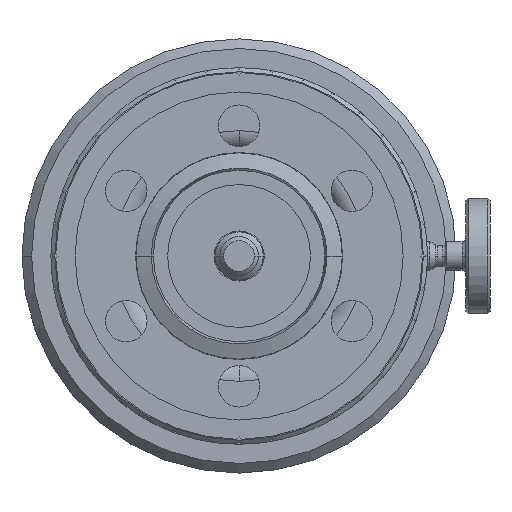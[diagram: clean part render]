
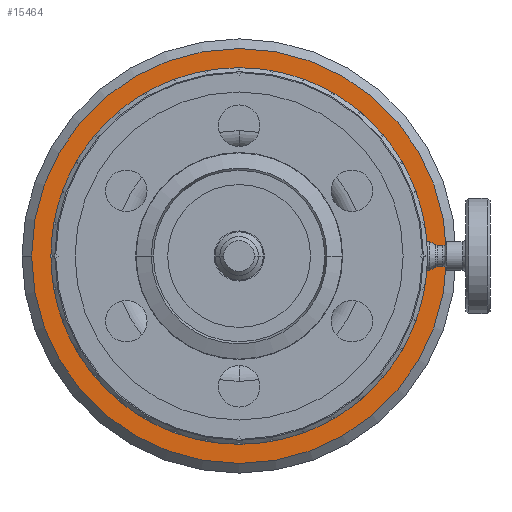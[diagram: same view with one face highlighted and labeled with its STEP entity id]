
A CAD part, left-side view. The second image highlights one B-rep face of the part: STEP entity #15464.
In plain terms, the highlighted planar face has unit normal (-1, 0, 0).
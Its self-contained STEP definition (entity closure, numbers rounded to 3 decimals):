
#10432 = VERTEX_POINT('',#10433);
#10433 = CARTESIAN_POINT('',(62.5,-21.5,0.));
#10442 = CONICAL_SURFACE('',#10443,22.,0.785);
#10443 = AXIS2_PLACEMENT_3D('',#10444,#10445,#10446);
#10444 = CARTESIAN_POINT('',(63.,0.,0.));
#10445 = DIRECTION('',(1.,0.,0.));
#10446 = DIRECTION('',(0.,-1.,0.));
#10454 = CONICAL_SURFACE('',#10455,22.,0.785);
#10455 = AXIS2_PLACEMENT_3D('',#10456,#10457,#10458);
#10456 = CARTESIAN_POINT('',(63.,0.,0.));
#10457 = DIRECTION('',(1.,0.,0.));
#10458 = DIRECTION('',(0.,-1.,0.));
#10466 = EDGE_CURVE('',#10432,#10467,#10469,.T.);
#10467 = VERTEX_POINT('',#10468);
#10468 = CARTESIAN_POINT('',(62.5,21.5,0.));
#10469 = SURFACE_CURVE('',#10470,(#10475,#10482),.PCURVE_S1.);
#10470 = CIRCLE('',#10471,21.5);
#10471 = AXIS2_PLACEMENT_3D('',#10472,#10473,#10474);
#10472 = CARTESIAN_POINT('',(62.5,0.,0.));
#10473 = DIRECTION('',(1.,0.,0.));
#10474 = DIRECTION('',(0.,-1.,0.));
#10475 = PCURVE('',#10442,#10476);
#10476 = DEFINITIONAL_REPRESENTATION('',(#10477),#10481);
#10477 = LINE('',#10478,#10479);
#10478 = CARTESIAN_POINT('',(0.,-0.5));
#10479 = VECTOR('',#10480,1.);
#10480 = DIRECTION('',(1.,0.));
#10481 = ( GEOMETRIC_REPRESENTATION_CONTEXT(2) 
PARAMETRIC_REPRESENTATION_CONTEXT() REPRESENTATION_CONTEXT('2D SPACE',''
  ) );
#10482 = PCURVE('',#10483,#10488);
#10483 = PLANE('',#10484);
#10484 = AXIS2_PLACEMENT_3D('',#10485,#10486,#10487);
#10485 = CARTESIAN_POINT('',(62.5,21.,0.));
#10486 = DIRECTION('',(-1.,0.,0.));
#10487 = DIRECTION('',(0.,0.,1.));
#10488 = DEFINITIONAL_REPRESENTATION('',(#10489),#10497);
#10489 = ( BOUNDED_CURVE() B_SPLINE_CURVE(2,(#10490,#10491,#10492,#10493
    ,#10494,#10495,#10496),.UNSPECIFIED.,.T.,.F.) 
B_SPLINE_CURVE_WITH_KNOTS((1,2,2,2,2,1),(-2.094,0.,
    2.094,4.189,6.283,8.378),
.UNSPECIFIED.) CURVE() GEOMETRIC_REPRESENTATION_ITEM() 
RATIONAL_B_SPLINE_CURVE((1.,0.5,1.,0.5,1.,0.5,1.)) REPRESENTATION_ITEM(
  '') );
#10490 = CARTESIAN_POINT('',(0.,-42.5));
#10491 = CARTESIAN_POINT('',(-37.239,-42.5));
#10492 = CARTESIAN_POINT('',(-18.62,-10.25));
#10493 = CARTESIAN_POINT('',(0.,22.));
#10494 = CARTESIAN_POINT('',(18.62,-10.25));
#10495 = CARTESIAN_POINT('',(37.239,-42.5));
#10496 = CARTESIAN_POINT('',(0.,-42.5));
#10497 = ( GEOMETRIC_REPRESENTATION_CONTEXT(2) 
PARAMETRIC_REPRESENTATION_CONTEXT() REPRESENTATION_CONTEXT('2D SPACE',''
  ) );
#11066 = CONICAL_SURFACE('',#11067,18.375,0.785);
#11067 = AXIS2_PLACEMENT_3D('',#11068,#11069,#11070);
#11068 = CARTESIAN_POINT('',(61.375,0.,0.));
#11069 = DIRECTION('',(1.,0.,0.));
#11070 = DIRECTION('',(-0.,1.,0.));
#11082 = VERTEX_POINT('',#11083);
#11083 = CARTESIAN_POINT('',(62.5,19.5,0.));
#11097 = CONICAL_SURFACE('',#11098,18.375,0.785);
#11098 = AXIS2_PLACEMENT_3D('',#11099,#11100,#11101);
#11099 = CARTESIAN_POINT('',(61.375,0.,0.));
#11100 = DIRECTION('',(1.,0.,0.));
#11101 = DIRECTION('',(-0.,1.,0.));
#11111 = VERTEX_POINT('',#11112);
#11112 = CARTESIAN_POINT('',(62.5,-19.5,0.));
#11133 = EDGE_CURVE('',#11082,#11111,#11134,.T.);
#11134 = SURFACE_CURVE('',#11135,(#11140,#11147),.PCURVE_S1.);
#11135 = CIRCLE('',#11136,19.5);
#11136 = AXIS2_PLACEMENT_3D('',#11137,#11138,#11139);
#11137 = CARTESIAN_POINT('',(62.5,0.,0.));
#11138 = DIRECTION('',(1.,0.,0.));
#11139 = DIRECTION('',(-0.,1.,0.));
#11140 = PCURVE('',#11066,#11141);
#11141 = DEFINITIONAL_REPRESENTATION('',(#11142),#11146);
#11142 = LINE('',#11143,#11144);
#11143 = CARTESIAN_POINT('',(0.,1.125));
#11144 = VECTOR('',#11145,1.);
#11145 = DIRECTION('',(1.,0.));
#11146 = ( GEOMETRIC_REPRESENTATION_CONTEXT(2) 
PARAMETRIC_REPRESENTATION_CONTEXT() REPRESENTATION_CONTEXT('2D SPACE',''
  ) );
#11147 = PCURVE('',#10483,#11148);
#11148 = DEFINITIONAL_REPRESENTATION('',(#11149),#11157);
#11149 = ( BOUNDED_CURVE() B_SPLINE_CURVE(2,(#11150,#11151,#11152,#11153
    ,#11154,#11155,#11156),.UNSPECIFIED.,.T.,.F.) 
B_SPLINE_CURVE_WITH_KNOTS((1,2,2,2,2,1),(-2.094,0.,
    2.094,4.189,6.283,8.378),
.UNSPECIFIED.) CURVE() GEOMETRIC_REPRESENTATION_ITEM() 
RATIONAL_B_SPLINE_CURVE((1.,0.5,1.,0.5,1.,0.5,1.)) REPRESENTATION_ITEM(
  '') );
#11150 = CARTESIAN_POINT('',(0.,-1.5));
#11151 = CARTESIAN_POINT('',(33.775,-1.5));
#11152 = CARTESIAN_POINT('',(16.887,-30.75));
#11153 = CARTESIAN_POINT('',(0.,-60.));
#11154 = CARTESIAN_POINT('',(-16.887,-30.75));
#11155 = CARTESIAN_POINT('',(-33.775,-1.5));
#11156 = CARTESIAN_POINT('',(0.,-1.5));
#11157 = ( GEOMETRIC_REPRESENTATION_CONTEXT(2) 
PARAMETRIC_REPRESENTATION_CONTEXT() REPRESENTATION_CONTEXT('2D SPACE',''
  ) );
#15147 = EDGE_CURVE('',#11111,#11082,#15148,.T.);
#15148 = SURFACE_CURVE('',#15149,(#15154,#15161),.PCURVE_S1.);
#15149 = CIRCLE('',#15150,19.5);
#15150 = AXIS2_PLACEMENT_3D('',#15151,#15152,#15153);
#15151 = CARTESIAN_POINT('',(62.5,0.,0.));
#15152 = DIRECTION('',(1.,0.,0.));
#15153 = DIRECTION('',(-0.,1.,0.));
#15154 = PCURVE('',#11097,#15155);
#15155 = DEFINITIONAL_REPRESENTATION('',(#15156),#15160);
#15156 = LINE('',#15157,#15158);
#15157 = CARTESIAN_POINT('',(0.,1.125));
#15158 = VECTOR('',#15159,1.);
#15159 = DIRECTION('',(1.,0.));
#15160 = ( GEOMETRIC_REPRESENTATION_CONTEXT(2) 
PARAMETRIC_REPRESENTATION_CONTEXT() REPRESENTATION_CONTEXT('2D SPACE',''
  ) );
#15161 = PCURVE('',#10483,#15162);
#15162 = DEFINITIONAL_REPRESENTATION('',(#15163),#15171);
#15163 = ( BOUNDED_CURVE() B_SPLINE_CURVE(2,(#15164,#15165,#15166,#15167
    ,#15168,#15169,#15170),.UNSPECIFIED.,.T.,.F.) 
B_SPLINE_CURVE_WITH_KNOTS((1,2,2,2,2,1),(-2.094,0.,
    2.094,4.189,6.283,8.378),
.UNSPECIFIED.) CURVE() GEOMETRIC_REPRESENTATION_ITEM() 
RATIONAL_B_SPLINE_CURVE((1.,0.5,1.,0.5,1.,0.5,1.)) REPRESENTATION_ITEM(
  '') );
#15164 = CARTESIAN_POINT('',(0.,-1.5));
#15165 = CARTESIAN_POINT('',(33.775,-1.5));
#15166 = CARTESIAN_POINT('',(16.887,-30.75));
#15167 = CARTESIAN_POINT('',(0.,-60.));
#15168 = CARTESIAN_POINT('',(-16.887,-30.75));
#15169 = CARTESIAN_POINT('',(-33.775,-1.5));
#15170 = CARTESIAN_POINT('',(0.,-1.5));
#15171 = ( GEOMETRIC_REPRESENTATION_CONTEXT(2) 
PARAMETRIC_REPRESENTATION_CONTEXT() REPRESENTATION_CONTEXT('2D SPACE',''
  ) );
#15464 = ADVANCED_FACE('',(#15465,#15494),#10483,.T.);
#15465 = FACE_BOUND('',#15466,.T.);
#15466 = EDGE_LOOP('',(#15467,#15493));
#15467 = ORIENTED_EDGE('',*,*,#15468,.F.);
#15468 = EDGE_CURVE('',#10467,#10432,#15469,.T.);
#15469 = SURFACE_CURVE('',#15470,(#15475,#15486),.PCURVE_S1.);
#15470 = CIRCLE('',#15471,21.5);
#15471 = AXIS2_PLACEMENT_3D('',#15472,#15473,#15474);
#15472 = CARTESIAN_POINT('',(62.5,0.,0.));
#15473 = DIRECTION('',(1.,0.,0.));
#15474 = DIRECTION('',(0.,-1.,0.));
#15475 = PCURVE('',#10483,#15476);
#15476 = DEFINITIONAL_REPRESENTATION('',(#15477),#15485);
#15477 = ( BOUNDED_CURVE() B_SPLINE_CURVE(2,(#15478,#15479,#15480,#15481
    ,#15482,#15483,#15484),.UNSPECIFIED.,.T.,.F.) 
B_SPLINE_CURVE_WITH_KNOTS((1,2,2,2,2,1),(-2.094,0.,
    2.094,4.189,6.283,8.378),
.UNSPECIFIED.) CURVE() GEOMETRIC_REPRESENTATION_ITEM() 
RATIONAL_B_SPLINE_CURVE((1.,0.5,1.,0.5,1.,0.5,1.)) REPRESENTATION_ITEM(
  '') );
#15478 = CARTESIAN_POINT('',(0.,-42.5));
#15479 = CARTESIAN_POINT('',(-37.239,-42.5));
#15480 = CARTESIAN_POINT('',(-18.62,-10.25));
#15481 = CARTESIAN_POINT('',(0.,22.));
#15482 = CARTESIAN_POINT('',(18.62,-10.25));
#15483 = CARTESIAN_POINT('',(37.239,-42.5));
#15484 = CARTESIAN_POINT('',(0.,-42.5));
#15485 = ( GEOMETRIC_REPRESENTATION_CONTEXT(2) 
PARAMETRIC_REPRESENTATION_CONTEXT() REPRESENTATION_CONTEXT('2D SPACE',''
  ) );
#15486 = PCURVE('',#10454,#15487);
#15487 = DEFINITIONAL_REPRESENTATION('',(#15488),#15492);
#15488 = LINE('',#15489,#15490);
#15489 = CARTESIAN_POINT('',(0.,-0.5));
#15490 = VECTOR('',#15491,1.);
#15491 = DIRECTION('',(1.,0.));
#15492 = ( GEOMETRIC_REPRESENTATION_CONTEXT(2) 
PARAMETRIC_REPRESENTATION_CONTEXT() REPRESENTATION_CONTEXT('2D SPACE',''
  ) );
#15493 = ORIENTED_EDGE('',*,*,#10466,.F.);
#15494 = FACE_BOUND('',#15495,.T.);
#15495 = EDGE_LOOP('',(#15496,#15497));
#15496 = ORIENTED_EDGE('',*,*,#11133,.T.);
#15497 = ORIENTED_EDGE('',*,*,#15147,.T.);
